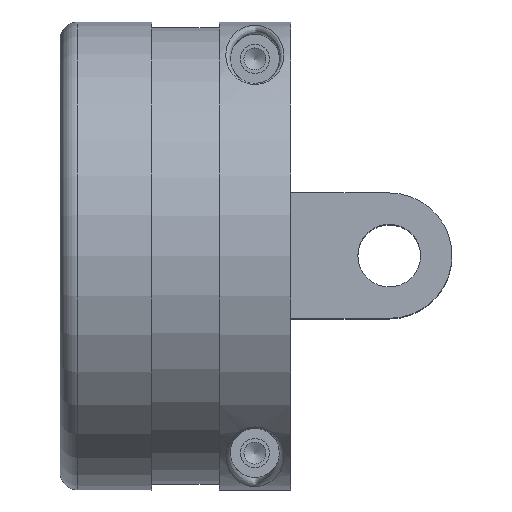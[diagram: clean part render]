
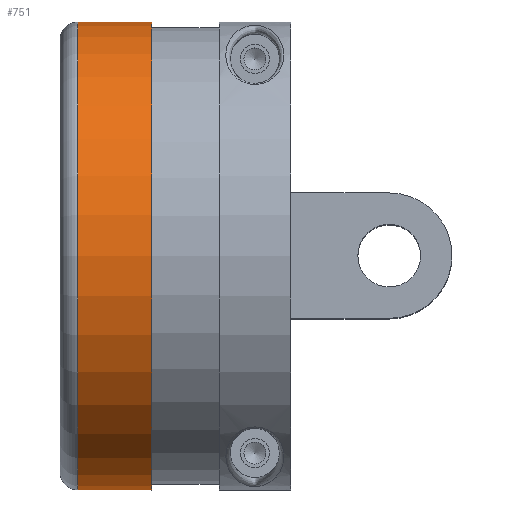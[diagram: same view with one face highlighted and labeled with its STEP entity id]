
A CAD part, top view. The second image highlights one B-rep face of the part: STEP entity #751.
In plain terms, the highlighted cylindrical face has radius 52.25 mm (diameter 104.5 mm), a partial arc.
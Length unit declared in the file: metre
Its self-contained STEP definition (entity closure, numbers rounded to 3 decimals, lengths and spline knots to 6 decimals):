
#751 = ADVANCED_FACE( '', ( #2082 ), #2083, .T. );
#1099 = EDGE_CURVE( '', #2566, #2096, #2666, .T. );
#1475 = EDGE_CURVE( '', #2509, #2566, #3198, .T. );
#1555 = EDGE_CURVE( '', #2105, #2509, #3299, .T. );
#1825 = EDGE_CURVE( '', #2105, #2096, #3622, .T. );
#2082 = FACE_OUTER_BOUND( '', #3948, .T. );
#2083 = CYLINDRICAL_SURFACE( '', #3949, 0.05225 );
#2096 = VERTEX_POINT( '', #3966 );
#2105 = VERTEX_POINT( '', #4020 );
#2509 = VERTEX_POINT( '', #8315 );
#2566 = VERTEX_POINT( '', #8393 );
#2666 = LINE( '', #8709, #8710 );
#3198 = CIRCLE( '', #12808, 0.05225 );
#3299 = LINE( '', #13304, #13305 );
#3622 = CIRCLE( '', #14659, 0.05225 );
#3948 = EDGE_LOOP( '', ( #15223, #15224, #15225, #15226 ) );
#3949 = AXIS2_PLACEMENT_3D( '', #15227, #15228, #15229 );
#3966 = CARTESIAN_POINT( '', ( 0.9735, 0.052248, 0.000505 ) );
#4020 = CARTESIAN_POINT( '', ( 0.9735, -0.052248, 0.000505 ) );
#8315 = CARTESIAN_POINT( '', ( 0.99, -0.052248, 0.000505 ) );
#8393 = CARTESIAN_POINT( '', ( 0.99, 0.052248, 0.000505 ) );
#8709 = CARTESIAN_POINT( '', ( 0.961, 0.052248, 0.000505 ) );
#8710 = VECTOR( '', #15884, 1. );
#12808 = AXIS2_PLACEMENT_3D( '', #16625, #16626, #16627 );
#13304 = CARTESIAN_POINT( '', ( 0.961, -0.052248, 0.000505 ) );
#13305 = VECTOR( '', #16757, 1. );
#14659 = AXIS2_PLACEMENT_3D( '', #17194, #17195, #17196 );
#15223 = ORIENTED_EDGE( '', *, *, #1475, .T. );
#15224 = ORIENTED_EDGE( '', *, *, #1099, .T. );
#15225 = ORIENTED_EDGE( '', *, *, #1825, .F. );
#15226 = ORIENTED_EDGE( '', *, *, #1555, .T. );
#15227 = CARTESIAN_POINT( '', ( 0.961, 0., 0. ) );
#15228 = DIRECTION( '', ( -1., 0., 0. ) );
#15229 = DIRECTION( '', ( 0., 0., 1. ) );
#15884 = DIRECTION( '', ( -1., 0., 0. ) );
#16625 = CARTESIAN_POINT( '', ( 0.99, 0., 0. ) );
#16626 = DIRECTION( '', ( -1., 0., 0. ) );
#16627 = DIRECTION( '', ( 0., 0., 1. ) );
#16757 = DIRECTION( '', ( 1., 0., 0. ) );
#17194 = CARTESIAN_POINT( '', ( 0.9735, 0., 0. ) );
#17195 = DIRECTION( '', ( -1., 0., 0. ) );
#17196 = DIRECTION( '', ( 0., 0., 1. ) );
